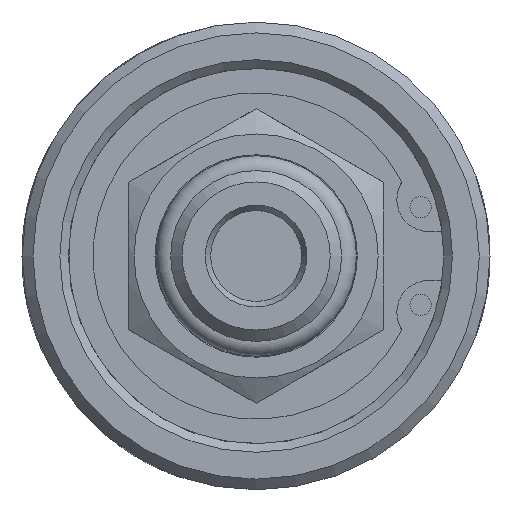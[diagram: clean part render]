
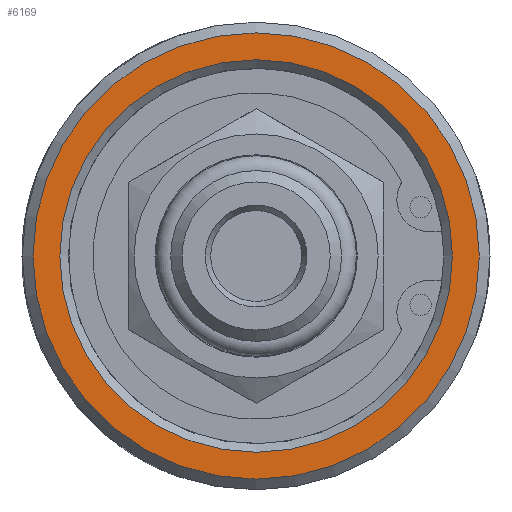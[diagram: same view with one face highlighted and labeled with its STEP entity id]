
A CAD part, left-side view. The second image highlights one B-rep face of the part: STEP entity #6169.
In plain terms, the highlighted planar face has unit normal (-1, 0, 0).
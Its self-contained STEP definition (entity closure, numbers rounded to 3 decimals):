
#627=FACE_BOUND('',#1899,.T.);
#1407=PLANE('',#6580);
#1533=FACE_OUTER_BOUND('',#1898,.T.);
#1898=EDGE_LOOP('',(#4216));
#1899=EDGE_LOOP('',(#4217));
#2309=CIRCLE('',#6569,20.85);
#2316=CIRCLE('',#6581,18.34);
#2560=VERTEX_POINT('',#8697);
#2571=VERTEX_POINT('',#9187);
#3217=EDGE_CURVE('',#2560,#2560,#2309,.T.);
#3231=EDGE_CURVE('',#2571,#2571,#2316,.T.);
#4216=ORIENTED_EDGE('',*,*,#3217,.F.);
#4217=ORIENTED_EDGE('',*,*,#3231,.F.);
#6169=ADVANCED_FACE('',(#1533,#627),#1407,.T.);
#6569=AXIS2_PLACEMENT_3D('',#8699,#7075,#7076);
#6580=AXIS2_PLACEMENT_3D('',#9186,#7099,#7100);
#6581=AXIS2_PLACEMENT_3D('',#9188,#7101,#7102);
#7075=DIRECTION('center_axis',(1.,0.,0.));
#7076=DIRECTION('ref_axis',(0.,-1.,0.));
#7099=DIRECTION('center_axis',(-1.,0.,0.));
#7100=DIRECTION('ref_axis',(0.,0.,1.));
#7101=DIRECTION('center_axis',(-1.,0.,0.));
#7102=DIRECTION('ref_axis',(0.,-1.,0.));
#8697=CARTESIAN_POINT('',(0.,20.85,0.));
#8699=CARTESIAN_POINT('Origin',(0.,0.,0.));
#9186=CARTESIAN_POINT('Origin',(0.,10.925,0.));
#9187=CARTESIAN_POINT('',(0.,18.34,0.));
#9188=CARTESIAN_POINT('Origin',(0.,0.,0.));
